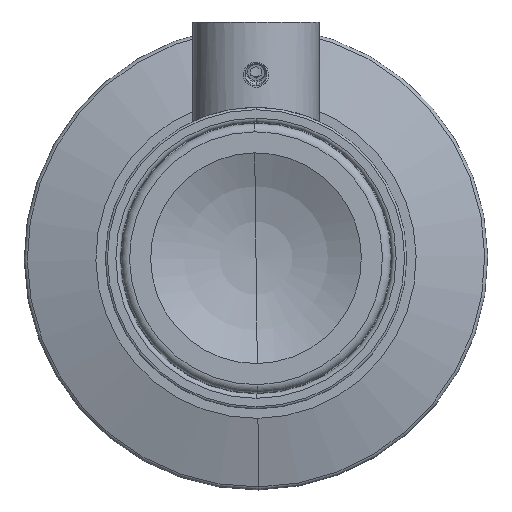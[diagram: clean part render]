
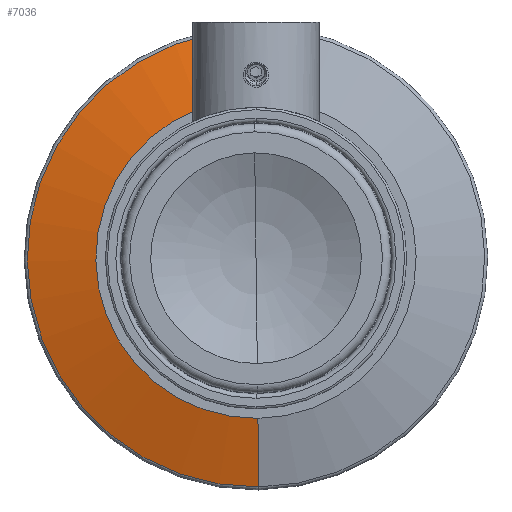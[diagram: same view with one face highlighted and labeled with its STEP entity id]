
A CAD part, front view. The second image highlights one B-rep face of the part: STEP entity #7036.
In plain terms, the highlighted conical face has half-angle 73.61 degrees and reference radius 55 mm.
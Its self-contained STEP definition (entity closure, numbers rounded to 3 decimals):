
#455 = LINE ( 'NONE', #3428, #6991 ) ;
#1721 = CARTESIAN_POINT ( 'NONE',  ( -0.46, 17.076, -19.753 ) ) ;
#1951 = ORIENTED_EDGE ( 'NONE', *, *, #7221, .T. ) ;
#1991 = EDGE_CURVE ( 'NONE', #4930, #7075, #4620, .T. ) ;
#2042 = VERTEX_POINT ( 'NONE', #9015 ) ;
#2063 = LINE ( 'NONE', #5046, #4128 ) ;
#2068 = DIRECTION ( 'NONE',  ( 0.012, 0.282, -0.959 ) ) ;
#2554 = EDGE_CURVE ( 'NONE', #2042, #5235, #8676, .T. ) ;
#2941 = ORIENTED_EDGE ( 'NONE', *, *, #1991, .T. ) ;
#3353 = AXIS2_PLACEMENT_3D ( 'NONE', #9075, #6077, #4489 ) ;
#3365 = CONICAL_SURFACE ( 'NONE', #3353, 55., 1.285 ) ;
#3428 = CARTESIAN_POINT ( 'NONE',  ( -0.666, 22.076, -2.754 ) ) ;
#3442 = DIRECTION ( 'NONE',  ( 0., -1., 0. ) ) ;
#3524 = CARTESIAN_POINT ( 'NONE',  ( -0.657, 21.865, -3.472 ) ) ;
#4128 = VECTOR ( 'NONE', #2068, 1000. ) ;
#4203 = CARTESIAN_POINT ( 'NONE',  ( 0.657, 21.865, -112.028 ) ) ;
#4489 = DIRECTION ( 'NONE',  ( -0.012, 0., 1. ) ) ;
#4615 = DIRECTION ( 'NONE',  ( 0., 1., 0. ) ) ;
#4620 = CIRCLE ( 'NONE', #4947, 54.282 ) ;
#4930 = VERTEX_POINT ( 'NONE', #3524 ) ;
#4947 = AXIS2_PLACEMENT_3D ( 'NONE', #9709, #3442, #5137 ) ;
#5046 = CARTESIAN_POINT ( 'NONE',  ( 0.666, 22.076, -112.746 ) ) ;
#5137 = DIRECTION ( 'NONE',  ( 0.012, 0., -1. ) ) ;
#5235 = VERTEX_POINT ( 'NONE', #1721 ) ;
#5320 = CARTESIAN_POINT ( 'NONE',  ( 0., 17.076, -57.75 ) ) ;
#5417 = EDGE_CURVE ( 'NONE', #2042, #7075, #2063, .T. ) ;
#5708 = DIRECTION ( 'NONE',  ( -0.012, 0.282, 0.959 ) ) ;
#6077 = DIRECTION ( 'NONE',  ( 0., 1., 0. ) ) ;
#6575 = AXIS2_PLACEMENT_3D ( 'NONE', #5320, #4615, #9894 ) ;
#6991 = VECTOR ( 'NONE', #5708, 1000. ) ;
#7036 = ADVANCED_FACE ( 'NONE', ( #7233 ), #3365, .T. ) ;
#7075 = VERTEX_POINT ( 'NONE', #4203 ) ;
#7221 = EDGE_CURVE ( 'NONE', #5235, #4930, #455, .T. ) ;
#7233 = FACE_OUTER_BOUND ( 'NONE', #9774, .T. ) ;
#7647 = ORIENTED_EDGE ( 'NONE', *, *, #2554, .T. ) ;
#8676 = CIRCLE ( 'NONE', #6575, 38. ) ;
#9015 = CARTESIAN_POINT ( 'NONE',  ( 0.46, 17.076, -95.747 ) ) ;
#9075 = CARTESIAN_POINT ( 'NONE',  ( 0., 22.076, -57.75 ) ) ;
#9343 = ORIENTED_EDGE ( 'NONE', *, *, #5417, .F. ) ;
#9709 = CARTESIAN_POINT ( 'NONE',  ( 0., 21.865, -57.75 ) ) ;
#9774 = EDGE_LOOP ( 'NONE', ( #9343, #7647, #1951, #2941 ) ) ;
#9894 = DIRECTION ( 'NONE',  ( -0.012, 0., 1. ) ) ;
